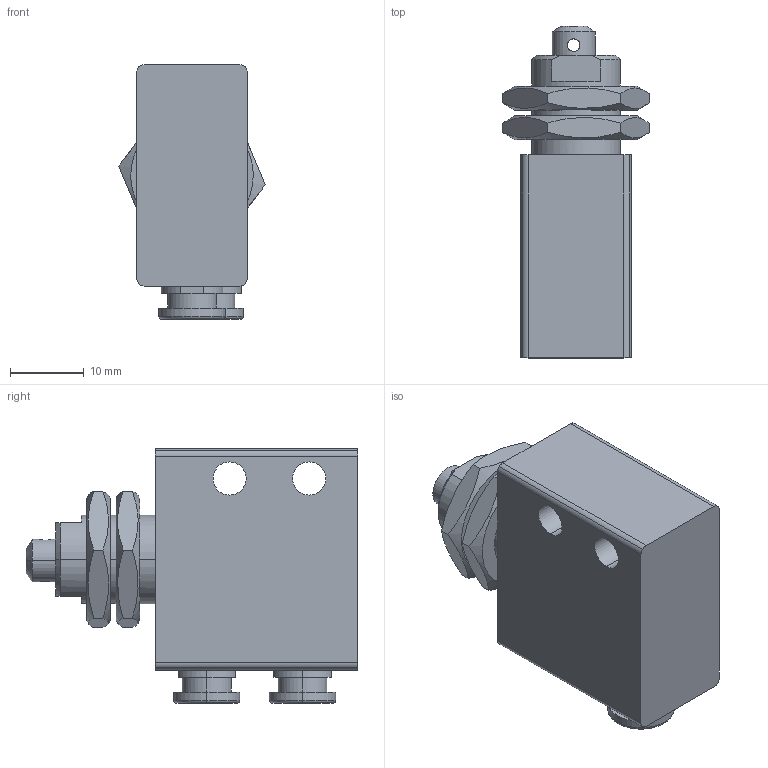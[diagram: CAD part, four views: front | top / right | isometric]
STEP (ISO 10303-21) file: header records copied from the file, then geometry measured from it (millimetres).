
FILE_DESCRIPTION((''),'2;1');
FILE_NAME('08_054_4.stp','2002-12-02T16:59:58',('Branislav Petkovic'),('AZ Pneumatica'),'AutoCAD STEP 2000i','AutoCAD 2000i','Via J. F. Kennedy, 26, 20020 Misinto (MI), ITALY');
FILE_SCHEMA(('CONFIG_CONTROL_DESIGN'));
Length unit declared in the file: millimetre
Products named in the file (9): 08_054_4; 304MAUL TELO; PART1; PUSH IN 4MM; PART1A; PART2; PIPAK 304 MV; PART1AA; ~HEX NUT - ISO 8675 - M12 X 1.25
Assembly tree (10 placements, depth 3):
  08_054_4
    304MAUL TELO
      PART1
    PUSH IN 4MM  x2
      PART1A
      PART2
    PIPAK 304 MV
      PART1AA
      ~HEX NUT - ISO 8675 - M12 X 1.25  x2
Bounding box: 19.87 x 45 x 34.5 mm (x, y, z)
Surface area: 7555.7 mm2 (no closed solid volume)
Topology: 0 solids, 8 shells, 185 faces, 444 edges, 286 vertices
Faces by surface type: cylinder 62, plane 55, cone 40, torus 28
Entity records: 3847 total; most frequent: CARTESIAN_POINT 714, DIRECTION 690, ORIENTED_EDGE 576, AXIS2_PLACEMENT_3D 294, EDGE_CURVE 288, VERTEX_POINT 186, CIRCLE 162, EDGE_LOOP 142
